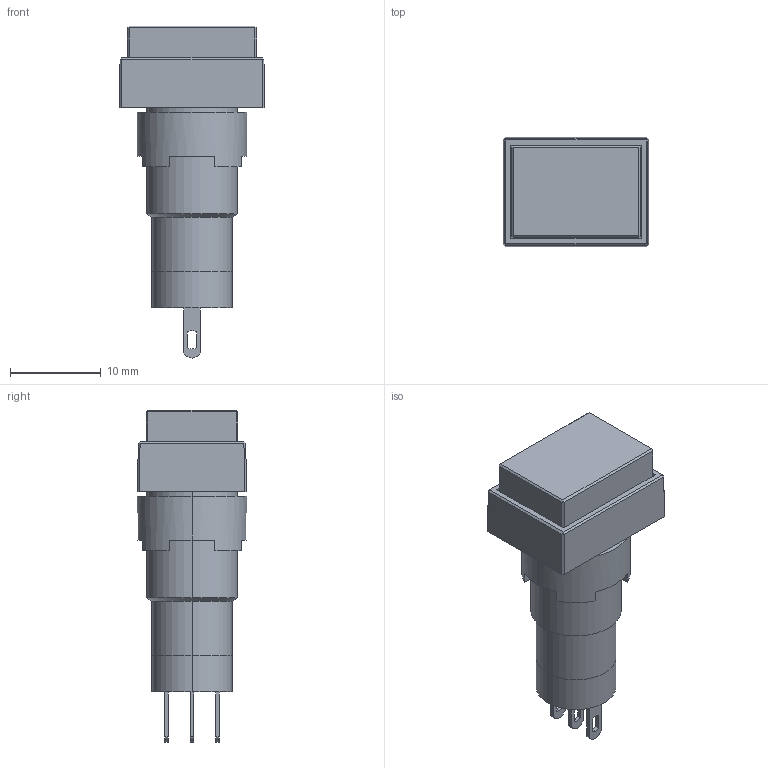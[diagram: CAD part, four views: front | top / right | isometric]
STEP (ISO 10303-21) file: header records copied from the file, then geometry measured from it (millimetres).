
FILE_DESCRIPTION (( 'STEP AP214' ), '1' );
FILE_NAME ('09_AB1H-[M][A]1$.STEP', '2020-10-23T08:10:01', ( 'IDEC' ), ( 'IDEC' ), 'SwSTEP 2.0', 'SolidWorks 2019', '' );
FILE_SCHEMA (( 'AUTOMOTIVE_DESIGN' ));
Length unit declared in the file: millimetre
Products named in the file (4): A1-LOCK-NUT; A1-BODY-H; 09_AB1H-[M][A]1$; A1-NONILL-BASE
Assembly tree (3 placements, depth 2):
  09_AB1H-[M][A]1$
    A1-BODY-H
    A1-NONILL-BASE
    A1-LOCK-NUT
Bounding box: 16 x 12 x 36.5 mm (x, y, z)
Volume: 3270.9 mm3; surface area: 2250.9 mm2
Topology: 3 solids, 3 shells, 105 faces, 254 edges, 160 vertices
Faces by surface type: plane 78, cylinder 25, cone 2
Entity records: 3200 total; most frequent: DIRECTION 542, CARTESIAN_POINT 525, ORIENTED_EDGE 508, EDGE_CURVE 254, LINE 188, VECTOR 188, AXIS2_PLACEMENT_3D 177, VERTEX_POINT 160
